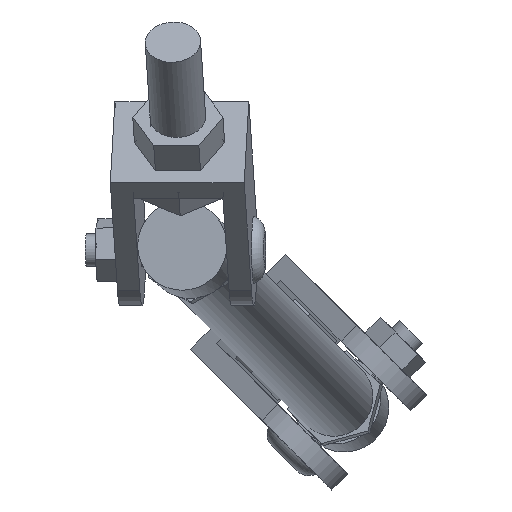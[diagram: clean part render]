
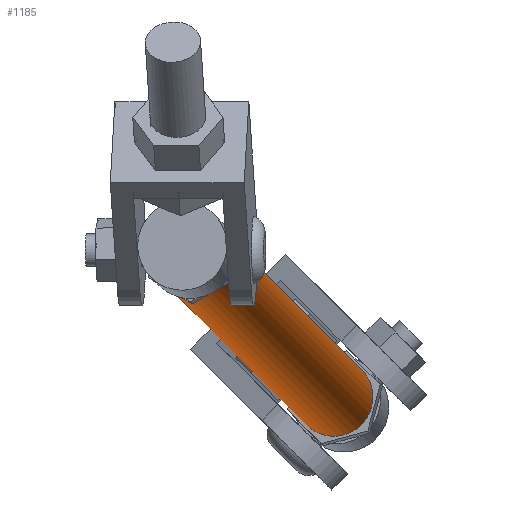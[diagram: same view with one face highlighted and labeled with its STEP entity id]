
A CAD part, front view. The second image highlights one B-rep face of the part: STEP entity #1185.
In plain terms, the highlighted cylindrical face has radius 3.5 mm (diameter 7 mm), a full revolution.
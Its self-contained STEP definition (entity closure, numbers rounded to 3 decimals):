
#159=FACE_OUTER_BOUND('',#231,.T.);
#231=EDGE_LOOP('',(#855,#856,#857,#858));
#318=LINE('',#1844,#434);
#434=VECTOR('',#1473,3.5);
#551=CIRCLE('',#1335,3.5);
#552=CIRCLE('',#1336,3.5);
#590=VERTEX_POINT('',#1841);
#591=VERTEX_POINT('',#1843);
#694=EDGE_CURVE('',#590,#590,#551,.T.);
#695=EDGE_CURVE('',#590,#591,#318,.T.);
#696=EDGE_CURVE('',#591,#591,#552,.T.);
#855=ORIENTED_EDGE('',*,*,#694,.F.);
#856=ORIENTED_EDGE('',*,*,#695,.T.);
#857=ORIENTED_EDGE('',*,*,#696,.T.);
#858=ORIENTED_EDGE('',*,*,#695,.F.);
#1172=CYLINDRICAL_SURFACE('',#1334,3.5);
#1185=ADVANCED_FACE('',(#159),#1172,.T.);
#1334=AXIS2_PLACEMENT_3D('',#1840,#1469,#1470);
#1335=AXIS2_PLACEMENT_3D('',#1842,#1471,#1472);
#1336=AXIS2_PLACEMENT_3D('',#1845,#1474,#1475);
#1469=DIRECTION('center_axis',(0.,-1.,0.));
#1470=DIRECTION('ref_axis',(1.,0.,0.));
#1471=DIRECTION('center_axis',(0.,-1.,0.));
#1472=DIRECTION('ref_axis',(1.,0.,0.));
#1473=DIRECTION('',(0.,1.,0.));
#1474=DIRECTION('center_axis',(0.,-1.,0.));
#1475=DIRECTION('ref_axis',(1.,0.,0.));
#1840=CARTESIAN_POINT('Origin',(0.,46.507,0.));
#1841=CARTESIAN_POINT('',(-3.5,-158.493,0.));
#1842=CARTESIAN_POINT('Origin',(0.,-158.493,0.));
#1843=CARTESIAN_POINT('',(-3.5,46.507,0.));
#1844=CARTESIAN_POINT('',(-3.5,46.507,0.));
#1845=CARTESIAN_POINT('Origin',(0.,46.507,0.));
